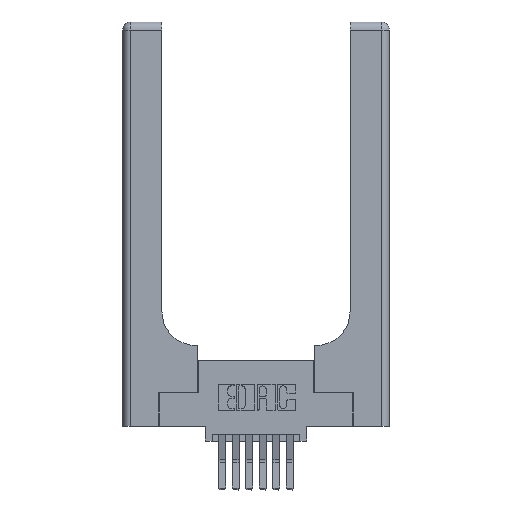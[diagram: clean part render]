
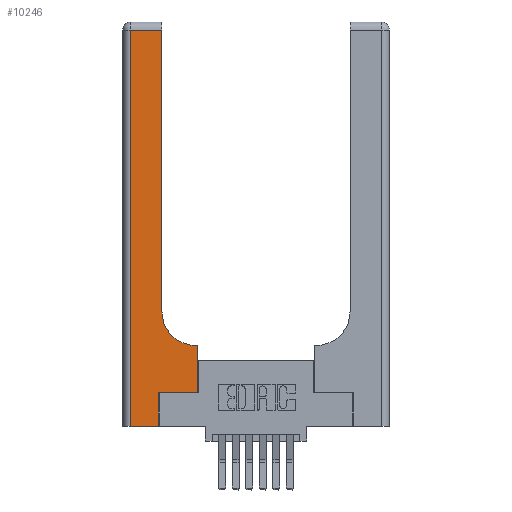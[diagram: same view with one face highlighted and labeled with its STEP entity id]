
A CAD part, top view. The second image highlights one B-rep face of the part: STEP entity #10246.
In plain terms, the highlighted planar face has unit normal (0, 0, 1).
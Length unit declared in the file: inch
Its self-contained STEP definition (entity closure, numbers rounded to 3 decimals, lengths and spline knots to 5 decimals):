
#423 = CARTESIAN_POINT ( 'NONE',  ( 0.06, 2.94, 0.37 ) ) ;
#683 = AXIS2_PLACEMENT_3D ( 'NONE', #1973, #8853, #3124 ) ;
#856 = ORIENTED_EDGE ( 'NONE', *, *, #8552, .T. ) ;
#1176 = LINE ( 'NONE', #11181, #9346 ) ;
#1652 = EDGE_CURVE ( 'NONE', #8478, #10251, #8327, .T. ) ;
#1882 = CARTESIAN_POINT ( 'NONE',  ( 0.5585, 0.6, 0.37 ) ) ;
#1973 = CARTESIAN_POINT ( 'NONE',  ( 0., 3., 0.37 ) ) ;
#2040 = VERTEX_POINT ( 'NONE', #6934 ) ;
#2087 = ORIENTED_EDGE ( 'NONE', *, *, #1652, .T. ) ;
#2262 = ORIENTED_EDGE ( 'NONE', *, *, #4757, .T. ) ;
#2494 = ORIENTED_EDGE ( 'NONE', *, *, #9012, .T. ) ;
#2523 = EDGE_CURVE ( 'NONE', #9800, #2040, #12995, .T. ) ;
#2926 = CARTESIAN_POINT ( 'NONE',  ( 0.269, 0.25, 0.37 ) ) ;
#2994 = LINE ( 'NONE', #6012, #8070 ) ;
#3046 = CARTESIAN_POINT ( 'NONE',  ( 0.5415, 0.85, 0.37 ) ) ;
#3117 = CARTESIAN_POINT ( 'NONE',  ( 0., 2.94, 0.37 ) ) ;
#3124 = DIRECTION ( 'NONE',  ( -1., 0., 0. ) ) ;
#3133 = FACE_OUTER_BOUND ( 'NONE', #13803, .T. ) ;
#3183 = DIRECTION ( 'NONE',  ( 0., 0., -1. ) ) ;
#3869 = ORIENTED_EDGE ( 'NONE', *, *, #7535, .T. ) ;
#3962 = DIRECTION ( 'NONE',  ( 0., 1., 0. ) ) ;
#4058 = EDGE_CURVE ( 'NONE', #7373, #9800, #2994, .T. ) ;
#4332 = PLANE ( 'NONE',  #683 ) ;
#4616 = ORIENTED_EDGE ( 'NONE', *, *, #8091, .T. ) ;
#4739 = CARTESIAN_POINT ( 'NONE',  ( 0., 0., 0.37 ) ) ;
#4757 = EDGE_CURVE ( 'NONE', #2040, #5032, #1176, .T. ) ;
#4918 = VERTEX_POINT ( 'NONE', #5699 ) ;
#5032 = VERTEX_POINT ( 'NONE', #8655 ) ;
#5627 = DIRECTION ( 'NONE',  ( 1., 0., 0. ) ) ;
#5699 = CARTESIAN_POINT ( 'NONE',  ( 0.2915, 0.85, 0.37 ) ) ;
#6012 = CARTESIAN_POINT ( 'NONE',  ( 0.06, 3., 0.37 ) ) ;
#6070 = CARTESIAN_POINT ( 'NONE',  ( 0.5585, 0.25, 0.37 ) ) ;
#6497 = ORIENTED_EDGE ( 'NONE', *, *, #2523, .T. ) ;
#6610 = DIRECTION ( 'NONE',  ( -1., 0., 0. ) ) ;
#6934 = CARTESIAN_POINT ( 'NONE',  ( 0.269, 0., 0.37 ) ) ;
#7163 = CIRCLE ( 'NONE', #12208, 0.25 ) ;
#7373 = VERTEX_POINT ( 'NONE', #423 ) ;
#7397 = CARTESIAN_POINT ( 'NONE',  ( 0.2915, 0.6, 0.37 ) ) ;
#7453 = DIRECTION ( 'NONE',  ( -1., 0., 0. ) ) ;
#7535 = EDGE_CURVE ( 'NONE', #10251, #8752, #14261, .T. ) ;
#7578 = VECTOR ( 'NONE', #5627, 39.37008 ) ;
#7771 = VECTOR ( 'NONE', #11869, 39.37008 ) ;
#7930 = VECTOR ( 'NONE', #7453, 39.37008 ) ;
#8070 = VECTOR ( 'NONE', #10595, 39.37008 ) ;
#8091 = EDGE_CURVE ( 'NONE', #4918, #9124, #12256, .T. ) ;
#8158 = ORIENTED_EDGE ( 'NONE', *, *, #9560, .T. ) ;
#8277 = VECTOR ( 'NONE', #3962, 39.37008 ) ;
#8327 = LINE ( 'NONE', #11968, #7771 ) ;
#8478 = VERTEX_POINT ( 'NONE', #6070 ) ;
#8552 = EDGE_CURVE ( 'NONE', #5032, #8478, #10644, .T. ) ;
#8655 = CARTESIAN_POINT ( 'NONE',  ( 0.269, 0.25, 0.37 ) ) ;
#8752 = VERTEX_POINT ( 'NONE', #12445 ) ;
#8786 = DIRECTION ( 'NONE',  ( 0., 1., 0. ) ) ;
#8853 = DIRECTION ( 'NONE',  ( 0., 0., -1. ) ) ;
#9009 = DIRECTION ( 'NONE',  ( 1., 0., 0. ) ) ;
#9012 = EDGE_CURVE ( 'NONE', #9124, #7373, #11003, .T. ) ;
#9124 = VERTEX_POINT ( 'NONE', #12339 ) ;
#9346 = VECTOR ( 'NONE', #8786, 39.37008 ) ;
#9560 = EDGE_CURVE ( 'NONE', #8752, #4918, #7163, .T. ) ;
#9800 = VERTEX_POINT ( 'NONE', #10618 ) ;
#9928 = VECTOR ( 'NONE', #14961, 39.37008 ) ;
#10246 = ADVANCED_FACE ( 'NONE', ( #3133 ), #4332, .F. ) ;
#10251 = VERTEX_POINT ( 'NONE', #1882 ) ;
#10437 = VECTOR ( 'NONE', #6610, 39.37008 ) ;
#10595 = DIRECTION ( 'NONE',  ( 0., -1., 0. ) ) ;
#10618 = CARTESIAN_POINT ( 'NONE',  ( 0.06, 0., 0.37 ) ) ;
#10644 = LINE ( 'NONE', #2926, #7578 ) ;
#11003 = LINE ( 'NONE', #3117, #10437 ) ;
#11181 = CARTESIAN_POINT ( 'NONE',  ( 0.269, 0., 0.37 ) ) ;
#11869 = DIRECTION ( 'NONE',  ( 0., 1., 0. ) ) ;
#11946 = CARTESIAN_POINT ( 'NONE',  ( 0.2915, 3., 0.37 ) ) ;
#11968 = CARTESIAN_POINT ( 'NONE',  ( 0.5585, 0.25, 0.37 ) ) ;
#12198 = ORIENTED_EDGE ( 'NONE', *, *, #4058, .T. ) ;
#12208 = AXIS2_PLACEMENT_3D ( 'NONE', #3046, #3183, #9009 ) ;
#12256 = LINE ( 'NONE', #11946, #8277 ) ;
#12339 = CARTESIAN_POINT ( 'NONE',  ( 0.2915, 2.94, 0.37 ) ) ;
#12445 = CARTESIAN_POINT ( 'NONE',  ( 0.5415, 0.6, 0.37 ) ) ;
#12995 = LINE ( 'NONE', #4739, #9928 ) ;
#13803 = EDGE_LOOP ( 'NONE', ( #4616, #2494, #12198, #6497, #2262, #856, #2087, #3869, #8158 ) ) ;
#14261 = LINE ( 'NONE', #7397, #7930 ) ;
#14961 = DIRECTION ( 'NONE',  ( 1., 0., 0. ) ) ;
